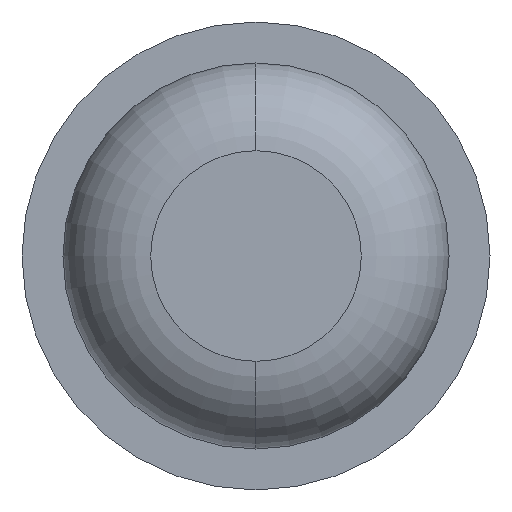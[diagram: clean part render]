
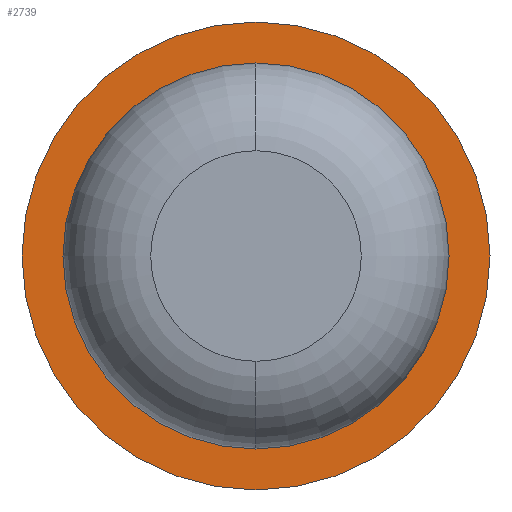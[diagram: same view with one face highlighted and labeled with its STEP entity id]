
A CAD part, front view. The second image highlights one B-rep face of the part: STEP entity #2739.
In plain terms, the highlighted planar face has unit normal (0, -1, 0).
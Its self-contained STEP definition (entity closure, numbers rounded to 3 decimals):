
#85 = FACE_OUTER_BOUND ( 'NONE', #4191, .T. ) ;
#154 = VERTEX_POINT ( 'NONE', #1546 ) ;
#300 = CARTESIAN_POINT ( 'NONE',  ( 1., -3., 0. ) ) ;
#398 = CIRCLE ( 'NONE', #1651, 0.825 ) ;
#826 = CARTESIAN_POINT ( 'NONE',  ( 0.825, -3., 0. ) ) ;
#911 = ORIENTED_EDGE ( 'NONE', *, *, #4410, .F. ) ;
#1141 = VERTEX_POINT ( 'NONE', #1832 ) ;
#1178 = EDGE_LOOP ( 'NONE', ( #1965, #4552 ) ) ;
#1188 = EDGE_CURVE ( 'Defeature ausgef�hrt1_1+Defeature ausgef�hrt1_2+Defeature ausgef�hrt1_2+Defeature ausgef�hrt1_2', #1726, #4846, #3210, .T. ) ;
#1243 = DIRECTION ( 'NONE',  ( 0., 1., 0. ) ) ;
#1546 = CARTESIAN_POINT ( 'NONE',  ( 0., -3., 0.825 ) ) ;
#1651 = AXIS2_PLACEMENT_3D ( 'NONE', #2899, #4501, #4926 ) ;
#1690 = CIRCLE ( 'NONE', #3403, 1. ) ;
#1726 = VERTEX_POINT ( 'NONE', #300 ) ;
#1832 = CARTESIAN_POINT ( 'NONE',  ( 0., -3., -0.825 ) ) ;
#1843 = EDGE_CURVE ( 'Defeature ausgef�hrt1_2+Defeature ausgef�hrt1_4+Defeature ausgef�hrt1_4+Defeature ausgef�hrt1_4', #154, #1141, #398, .T. ) ;
#1927 = CARTESIAN_POINT ( 'NONE',  ( 0., -3., 0. ) ) ;
#1965 = ORIENTED_EDGE ( 'NONE', *, *, #1843, .T. ) ;
#2280 = AXIS2_PLACEMENT_3D ( 'NONE', #826, #1243, #2907 ) ;
#2707 = CARTESIAN_POINT ( 'NONE',  ( -1., -3., 0. ) ) ;
#2739 = ADVANCED_FACE ( 'Defeature ausgef�hrt1_2', ( #85, #4093 ), #2878, .F. ) ;
#2841 = AXIS2_PLACEMENT_3D ( 'NONE', #3121, #5222, #5244 ) ;
#2878 = PLANE ( 'NONE',  #2280 ) ;
#2899 = CARTESIAN_POINT ( 'NONE',  ( 0., -3., 0. ) ) ;
#2907 = DIRECTION ( 'NONE',  ( -1., 0., 0. ) ) ;
#3121 = CARTESIAN_POINT ( 'NONE',  ( 0., -3., 0. ) ) ;
#3210 = CIRCLE ( 'NONE', #4721, 1. ) ;
#3403 = AXIS2_PLACEMENT_3D ( 'NONE', #5192, #4042, #4351 ) ;
#3597 = DIRECTION ( 'NONE',  ( 0., 1., 0. ) ) ;
#4011 = CIRCLE ( 'NONE', #2841, 0.825 ) ;
#4042 = DIRECTION ( 'NONE',  ( 0., 1., 0. ) ) ;
#4093 = FACE_BOUND ( 'NONE', #1178, .T. ) ;
#4162 = ORIENTED_EDGE ( 'NONE', *, *, #1188, .F. ) ;
#4191 = EDGE_LOOP ( 'NONE', ( #911, #4162 ) ) ;
#4351 = DIRECTION ( 'NONE',  ( -1., 0., 0. ) ) ;
#4410 = EDGE_CURVE ( 'Defeature ausgef�hrt1_1+Defeature ausgef�hrt1_2+Defeature ausgef�hrt1_2+Defeature ausgef�hrt1_2', #4846, #1726, #1690, .T. ) ;
#4501 = DIRECTION ( 'NONE',  ( 0., 1., 0. ) ) ;
#4552 = ORIENTED_EDGE ( 'NONE', *, *, #4800, .T. ) ;
#4721 = AXIS2_PLACEMENT_3D ( 'NONE', #1927, #3597, #5256 ) ;
#4800 = EDGE_CURVE ( 'Defeature ausgef�hrt1_2+Defeature ausgef�hrt1_4+Defeature ausgef�hrt1_4+Defeature ausgef�hrt1_4', #1141, #154, #4011, .T. ) ;
#4846 = VERTEX_POINT ( 'NONE', #2707 ) ;
#4926 = DIRECTION ( 'NONE',  ( -1., 0., 0. ) ) ;
#5192 = CARTESIAN_POINT ( 'NONE',  ( 0., -3., 0. ) ) ;
#5222 = DIRECTION ( 'NONE',  ( 0., 1., 0. ) ) ;
#5244 = DIRECTION ( 'NONE',  ( -1., 0., 0. ) ) ;
#5256 = DIRECTION ( 'NONE',  ( -1., 0., 0. ) ) ;
